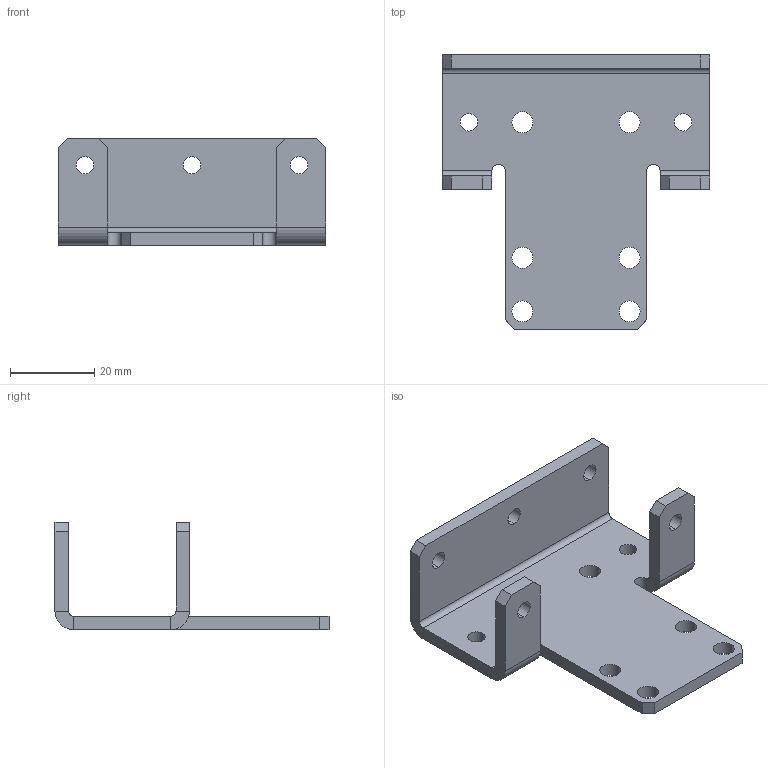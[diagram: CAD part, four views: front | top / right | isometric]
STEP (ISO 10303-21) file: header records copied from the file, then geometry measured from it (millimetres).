
FILE_DESCRIPTION (( 'STEP AP203' ), '1' );
FILE_NAME ('217-4239-STEP-20141022.STEP', '2014-10-22T16:26:39', ( 'IFMI-VEX04' ), ( '' ), 'SwSTEP 2.0', 'SolidWorks 2014', '' );
FILE_SCHEMA (( 'CONFIG_CONTROL_DESIGN' ));
Length unit declared in the file: inch
Products named in the file (1): 217-4239-STEP-20141022
Bounding box: 63.5 x 64.97 x 25.4 mm (x, y, z)
Volume: 14921.5 mm3; surface area: 11237.8 mm2
Topology: 1 solids, 1 shells, 70 faces, 180 edges, 112 vertices
Faces by surface type: plane 36, cylinder 34
Entity records: 2251 total; most frequent: DIRECTION 390, CARTESIAN_POINT 363, ORIENTED_EDGE 360, EDGE_CURVE 180, AXIS2_PLACEMENT_3D 139, VERTEX_POINT 112, VECTOR 112, LINE 112
